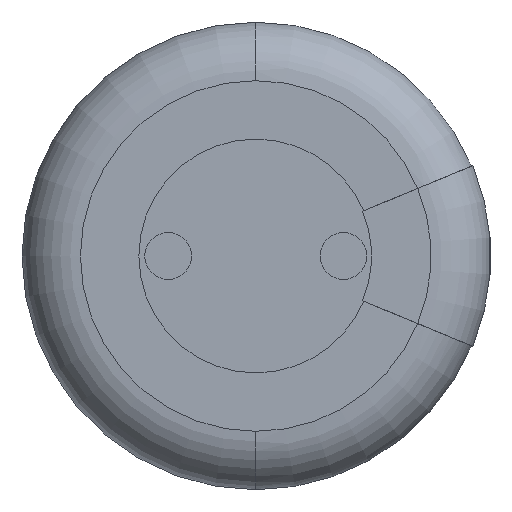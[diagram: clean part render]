
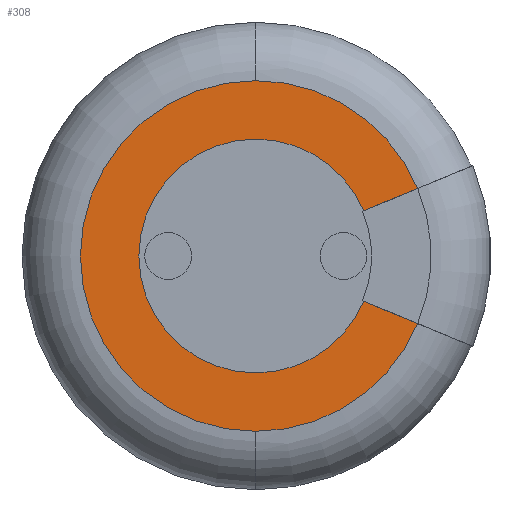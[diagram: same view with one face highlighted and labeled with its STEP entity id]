
A CAD part, front view. The second image highlights one B-rep face of the part: STEP entity #308.
In plain terms, the highlighted planar face has unit normal (0, -1, 0).
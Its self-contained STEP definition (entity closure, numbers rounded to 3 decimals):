
#69 = DIRECTION ( 'NONE',  ( -0.924, 0., 0.383 ) ) ;
#71 = ORIENTED_EDGE ( 'NONE', *, *, #686, .T. ) ;
#89 = AXIS2_PLACEMENT_3D ( 'NONE', #644, #1858, #805 ) ;
#140 = AXIS2_PLACEMENT_3D ( 'NONE', #354, #1555, #523 ) ;
#187 = VERTEX_POINT ( 'NONE', #1993 ) ;
#296 = VERTEX_POINT ( 'NONE', #1161 ) ;
#308 = ADVANCED_FACE ( 'NONE', ( #1921 ), #1167, .T. ) ;
#326 = DIRECTION ( 'NONE',  ( 0., -1., 0. ) ) ;
#341 = VECTOR ( 'NONE', #563, 1000. ) ;
#346 = VERTEX_POINT ( 'NONE', #1352 ) ;
#354 = CARTESIAN_POINT ( 'NONE',  ( 0., 0., 0. ) ) ;
#470 = DIRECTION ( 'NONE',  ( 0., -1., 0. ) ) ;
#476 = CIRCLE ( 'NONE', #89, 1.5 ) ;
#523 = DIRECTION ( 'NONE',  ( 0., 0., -1. ) ) ;
#524 = AXIS2_PLACEMENT_3D ( 'NONE', #596, #1807, #758 ) ;
#563 = DIRECTION ( 'NONE',  ( -0.924, 0., -0.383 ) ) ;
#596 = CARTESIAN_POINT ( 'NONE',  ( 0., 0., 0. ) ) ;
#627 = VERTEX_POINT ( 'NONE', #1422 ) ;
#630 = DIRECTION ( 'NONE',  ( 0., -1., 0. ) ) ;
#631 = CARTESIAN_POINT ( 'NONE',  ( 0., 0., 0. ) ) ;
#639 = EDGE_CURVE ( 'NONE', #346, #1140, #1508, .T. ) ;
#644 = CARTESIAN_POINT ( 'NONE',  ( 0., 0., 0. ) ) ;
#686 = EDGE_CURVE ( 'NONE', #627, #296, #1920, .T. ) ;
#733 = CARTESIAN_POINT ( 'NONE',  ( 1.279, 0., -0.534 ) ) ;
#754 = CIRCLE ( 'NONE', #140, 1.5 ) ;
#758 = DIRECTION ( 'NONE',  ( 0., 0., -1. ) ) ;
#796 = DIRECTION ( 'NONE',  ( 0., 0., -1. ) ) ;
#805 = DIRECTION ( 'NONE',  ( 0., 0., -1. ) ) ;
#845 = ORIENTED_EDGE ( 'NONE', *, *, #1481, .F. ) ;
#930 = ORIENTED_EDGE ( 'NONE', *, *, #1820, .T. ) ;
#934 = EDGE_CURVE ( 'NONE', #938, #296, #968, .T. ) ;
#938 = VERTEX_POINT ( 'NONE', #972 ) ;
#968 = CIRCLE ( 'NONE', #2216, 1. ) ;
#972 = CARTESIAN_POINT ( 'NONE',  ( 0., 0., -1. ) ) ;
#1044 = AXIS2_PLACEMENT_3D ( 'NONE', #1346, #326, #1529 ) ;
#1140 = VERTEX_POINT ( 'NONE', #1199 ) ;
#1161 = CARTESIAN_POINT ( 'NONE',  ( 0.922, 0., -0.386 ) ) ;
#1167 = PLANE ( 'NONE',  #1044 ) ;
#1199 = CARTESIAN_POINT ( 'NONE',  ( 0.922, 0., 0.386 ) ) ;
#1247 = ORIENTED_EDGE ( 'NONE', *, *, #1514, .T. ) ;
#1305 = ORIENTED_EDGE ( 'NONE', *, *, #1365, .T. ) ;
#1310 = ORIENTED_EDGE ( 'NONE', *, *, #639, .F. ) ;
#1346 = CARTESIAN_POINT ( 'NONE',  ( 1.5, 0., 0. ) ) ;
#1352 = CARTESIAN_POINT ( 'NONE',  ( 1.384, 0., 0.578 ) ) ;
#1365 = EDGE_CURVE ( 'NONE', #1441, #187, #1504, .T. ) ;
#1367 = VECTOR ( 'NONE', #69, 1000. ) ;
#1376 = EDGE_LOOP ( 'NONE', ( #1310, #1247, #1305, #930, #71, #2213, #1802, #845 ) ) ;
#1422 = CARTESIAN_POINT ( 'NONE',  ( 1.384, 0., -0.578 ) ) ;
#1441 = VERTEX_POINT ( 'NONE', #2001 ) ;
#1448 = EDGE_CURVE ( 'NONE', #1800, #938, #1801, .T. ) ;
#1481 = EDGE_CURVE ( 'NONE', #1140, #1800, #1722, .T. ) ;
#1500 = CARTESIAN_POINT ( 'NONE',  ( 0., 0., 0. ) ) ;
#1504 = CIRCLE ( 'NONE', #524, 1.5 ) ;
#1508 = LINE ( 'NONE', #1600, #341 ) ;
#1514 = EDGE_CURVE ( 'NONE', #346, #1441, #476, .T. ) ;
#1529 = DIRECTION ( 'NONE',  ( 0., 0., -1. ) ) ;
#1555 = DIRECTION ( 'NONE',  ( 0., -1., 0. ) ) ;
#1600 = CARTESIAN_POINT ( 'NONE',  ( 1.279, 0., 0.534 ) ) ;
#1675 = CARTESIAN_POINT ( 'NONE',  ( 0., 0., 0. ) ) ;
#1684 = DIRECTION ( 'NONE',  ( 0., 0., -1. ) ) ;
#1722 = CIRCLE ( 'NONE', #1959, 1. ) ;
#1739 = AXIS2_PLACEMENT_3D ( 'NONE', #631, #1843, #796 ) ;
#1800 = VERTEX_POINT ( 'NONE', #1999 ) ;
#1801 = CIRCLE ( 'NONE', #1739, 1. ) ;
#1802 = ORIENTED_EDGE ( 'NONE', *, *, #1448, .F. ) ;
#1807 = DIRECTION ( 'NONE',  ( 0., -1., 0. ) ) ;
#1820 = EDGE_CURVE ( 'NONE', #187, #627, #754, .T. ) ;
#1842 = DIRECTION ( 'NONE',  ( 0., 0., -1. ) ) ;
#1843 = DIRECTION ( 'NONE',  ( 0., -1., 0. ) ) ;
#1858 = DIRECTION ( 'NONE',  ( 0., -1., 0. ) ) ;
#1920 = LINE ( 'NONE', #733, #1367 ) ;
#1921 = FACE_OUTER_BOUND ( 'NONE', #1376, .T. ) ;
#1959 = AXIS2_PLACEMENT_3D ( 'NONE', #1500, #470, #1684 ) ;
#1993 = CARTESIAN_POINT ( 'NONE',  ( 0., 0., -1.5 ) ) ;
#1999 = CARTESIAN_POINT ( 'NONE',  ( 0., 0., 1. ) ) ;
#2001 = CARTESIAN_POINT ( 'NONE',  ( 0., 0., 1.5 ) ) ;
#2213 = ORIENTED_EDGE ( 'NONE', *, *, #934, .F. ) ;
#2216 = AXIS2_PLACEMENT_3D ( 'NONE', #1675, #630, #1842 ) ;
